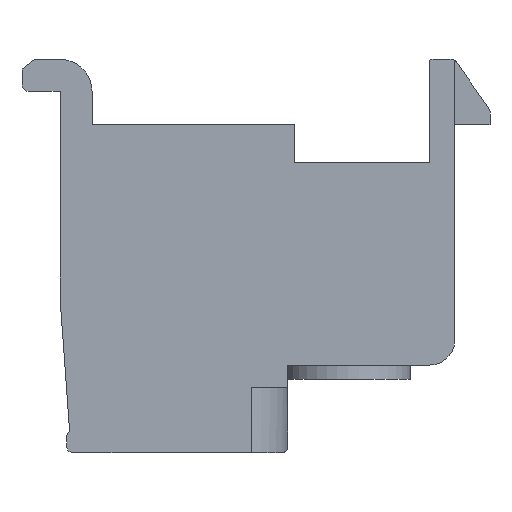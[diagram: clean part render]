
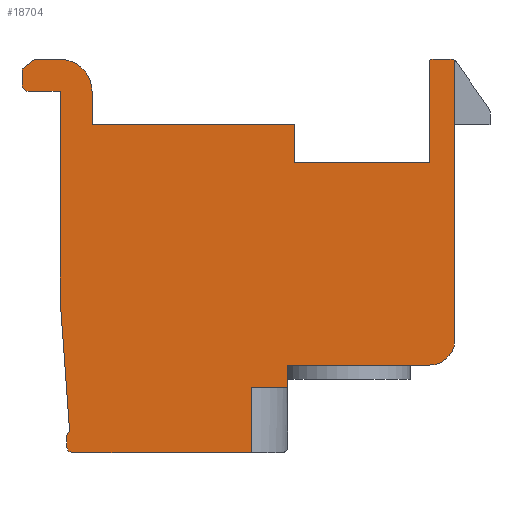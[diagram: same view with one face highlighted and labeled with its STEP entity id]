
A CAD part, front view. The second image highlights one B-rep face of the part: STEP entity #18704.
In plain terms, the highlighted planar face has unit normal (0, -1, 0).
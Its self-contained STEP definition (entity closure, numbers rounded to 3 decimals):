
#1=CARTESIAN_POINT('',(5.45,0.,-2.625));
#2=DIRECTION('',(0.,1.,0.));
#3=DIRECTION('',(1.,0.,0.));
#4=AXIS2_PLACEMENT_3D('',#1,#2,#3);
#6=DIRECTION('',(-1.,0.,0.));
#7=VECTOR('',#6,4.45);
#8=CARTESIAN_POINT('',(5.45,0.,-3.425));
#9=LINE('',#8,#7);
#10=DIRECTION('',(0.,0.,-1.));
#11=VECTOR('',#10,0.7);
#12=CARTESIAN_POINT('',(1.,0.,-3.425));
#13=LINE('',#12,#11);
#14=DIRECTION('',(1.,0.,0.));
#15=VECTOR('',#14,1.15);
#16=CARTESIAN_POINT('',(-0.15,0.,-4.125));
#17=LINE('',#16,#15);
#18=DIRECTION('',(0.,0.,1.));
#19=VECTOR('',#18,2.05);
#20=CARTESIAN_POINT('',(-0.15,0.,-6.175));
#21=LINE('',#20,#19);
#22=DIRECTION('',(-1.,0.,0.));
#23=VECTOR('',#22,5.6);
#24=CARTESIAN_POINT('',(-0.15,0.,-6.175));
#25=LINE('',#24,#23);
#26=CARTESIAN_POINT('',(-5.75,0.,-5.975));
#27=DIRECTION('',(0.,1.,0.));
#28=DIRECTION('',(0.,0.,-1.));
#29=AXIS2_PLACEMENT_3D('',#26,#27,#28);
#31=DIRECTION('',(0.,0.,1.));
#32=VECTOR('',#31,0.3);
#33=CARTESIAN_POINT('',(-5.95,0.,-5.975));
#34=LINE('',#33,#32);
#35=CARTESIAN_POINT('',(-5.75,0.,-5.675));
#36=DIRECTION('',(0.,1.,0.));
#37=DIRECTION('',(-1.,0.,0.));
#38=AXIS2_PLACEMENT_3D('',#35,#36,#37);
#40=DIRECTION('',(-0.072,0.,0.997));
#41=VECTOR('',#40,4.13);
#42=CARTESIAN_POINT('',(-5.854,0.,-5.504));
#43=LINE('',#42,#41);
#44=DIRECTION('',(0.,0.,1.));
#45=VECTOR('',#44,6.56);
#46=CARTESIAN_POINT('',(-6.15,0.,-1.385));
#47=LINE('',#46,#45);
#48=DIRECTION('',(-1.,0.,0.));
#49=VECTOR('',#48,1.);
#50=CARTESIAN_POINT('',(-6.15,0.,5.175));
#51=LINE('',#50,#49);
#52=CARTESIAN_POINT('',(-7.15,0.,5.375));
#53=DIRECTION('',(0.,1.,0.));
#54=DIRECTION('',(0.,0.,-1.));
#55=AXIS2_PLACEMENT_3D('',#52,#53,#54);
#57=DIRECTION('',(0.,0.,1.));
#58=VECTOR('',#57,0.5);
#59=CARTESIAN_POINT('',(-7.35,0.,5.375));
#60=LINE('',#59,#58);
#61=DIRECTION('',(0.785,0.,0.619));
#62=VECTOR('',#61,0.485);
#63=CARTESIAN_POINT('',(-7.35,0.,5.875));
#64=LINE('',#63,#62);
#65=DIRECTION('',(1.,0.,0.));
#66=VECTOR('',#65,0.819);
#67=CARTESIAN_POINT('',(-6.969,0.,6.175));
#68=LINE('',#67,#66);
#69=CARTESIAN_POINT('',(-6.15,0.,5.175));
#70=DIRECTION('',(0.,1.,0.));
#71=DIRECTION('',(0.,0.,1.));
#72=AXIS2_PLACEMENT_3D('',#69,#70,#71);
#74=DIRECTION('',(0.,0.,-1.));
#75=VECTOR('',#74,1.05);
#76=CARTESIAN_POINT('',(-5.15,0.,5.175));
#77=LINE('',#76,#75);
#78=DIRECTION('',(1.,0.,0.));
#79=VECTOR('',#78,6.35);
#80=CARTESIAN_POINT('',(-5.15,0.,4.125));
#81=LINE('',#80,#79);
#82=DIRECTION('',(0.,0.,-1.));
#83=VECTOR('',#82,1.2);
#84=CARTESIAN_POINT('',(1.2,0.,4.125));
#85=LINE('',#84,#83);
#86=DIRECTION('',(1.,0.,0.));
#87=VECTOR('',#86,4.25);
#88=CARTESIAN_POINT('',(1.2,0.,2.925));
#89=LINE('',#88,#87);
#90=DIRECTION('',(0.,0.,1.));
#91=VECTOR('',#90,3.213);
#92=CARTESIAN_POINT('',(5.45,0.,2.925));
#93=LINE('',#92,#91);
#94=CARTESIAN_POINT('',(5.565,0.,5.975));
#95=DIRECTION('',(0.,1.,0.));
#96=DIRECTION('',(-0.577,0.,0.816));
#97=AXIS2_PLACEMENT_3D('',#94,#95,#96);
#99=DIRECTION('',(1.,0.,0.));
#100=VECTOR('',#99,0.626);
#101=CARTESIAN_POINT('',(5.565,0.,6.175));
#102=LINE('',#101,#100);
#103=CARTESIAN_POINT('',(6.127,0.,5.986));
#104=DIRECTION('',(0.,1.,0.));
#105=DIRECTION('',(0.32,0.,0.947));
#106=AXIS2_PLACEMENT_3D('',#103,#104,#105);
#116=DIRECTION('',(0.,0.,1.));
#117=VECTOR('',#116,8.768);
#118=CARTESIAN_POINT('',(6.25,0.,-2.625));
#119=LINE('',#118,#117);
#14266=CARTESIAN_POINT('',(6.25,0.,-2.625));
#14267=CARTESIAN_POINT('',(5.45,0.,-3.425));
#14268=VERTEX_POINT('',#14266);
#14269=VERTEX_POINT('',#14267);
#14270=CARTESIAN_POINT('',(1.,0.,-3.425));
#14271=VERTEX_POINT('',#14270);
#14272=CARTESIAN_POINT('',(-5.75,0.,-6.175));
#14273=CARTESIAN_POINT('',(-5.95,0.,-5.975));
#14274=VERTEX_POINT('',#14272);
#14275=VERTEX_POINT('',#14273);
#14276=CARTESIAN_POINT('',(-5.95,0.,-5.675));
#14277=VERTEX_POINT('',#14276);
#14278=CARTESIAN_POINT('',(-5.854,0.,-5.504));
#14279=VERTEX_POINT('',#14278);
#14280=CARTESIAN_POINT('',(-6.15,0.,-1.385));
#14281=VERTEX_POINT('',#14280);
#14282=CARTESIAN_POINT('',(-6.15,0.,5.175));
#14283=VERTEX_POINT('',#14282);
#14284=CARTESIAN_POINT('',(-7.15,0.,5.175));
#14285=VERTEX_POINT('',#14284);
#14286=CARTESIAN_POINT('',(-7.35,0.,5.375));
#14287=VERTEX_POINT('',#14286);
#14288=CARTESIAN_POINT('',(-7.35,0.,5.875));
#14289=VERTEX_POINT('',#14288);
#14290=CARTESIAN_POINT('',(-6.969,0.,6.175));
#14291=VERTEX_POINT('',#14290);
#14292=CARTESIAN_POINT('',(-6.15,0.,6.175));
#14293=VERTEX_POINT('',#14292);
#14294=CARTESIAN_POINT('',(-5.15,0.,5.175));
#14295=VERTEX_POINT('',#14294);
#14296=CARTESIAN_POINT('',(-5.15,0.,4.125));
#14297=VERTEX_POINT('',#14296);
#14298=CARTESIAN_POINT('',(1.2,0.,4.125));
#14299=VERTEX_POINT('',#14298);
#14300=CARTESIAN_POINT('',(1.2,0.,2.925));
#14301=VERTEX_POINT('',#14300);
#14302=CARTESIAN_POINT('',(5.45,0.,2.925));
#14303=VERTEX_POINT('',#14302);
#14304=CARTESIAN_POINT('',(5.45,0.,6.138));
#14305=VERTEX_POINT('',#14304);
#14306=CARTESIAN_POINT('',(5.565,0.,6.175));
#14307=VERTEX_POINT('',#14306);
#14308=CARTESIAN_POINT('',(6.191,0.,6.175));
#14309=VERTEX_POINT('',#14308);
#14910=CARTESIAN_POINT('',(-0.15,0.,-6.175));
#14911=CARTESIAN_POINT('',(-0.15,0.,-4.125));
#14912=VERTEX_POINT('',#14910);
#14913=VERTEX_POINT('',#14911);
#14914=CARTESIAN_POINT('',(1.,0.,-4.125));
#14915=VERTEX_POINT('',#14914);
#14934=CARTESIAN_POINT('',(6.25,0.,6.143));
#14936=VERTEX_POINT('',#14934);
#18645=CARTESIAN_POINT('',(0.,0.,0.));
#18646=DIRECTION('',(0.,1.,0.));
#18647=DIRECTION('',(1.,0.,0.));
#18648=AXIS2_PLACEMENT_3D('',#18645,#18646,#18647);
#18649=PLANE('',#18648);
#18651=ORIENTED_EDGE('',*,*,#18650,.F.);
#18653=ORIENTED_EDGE('',*,*,#18652,.T.);
#18655=ORIENTED_EDGE('',*,*,#18654,.T.);
#18657=ORIENTED_EDGE('',*,*,#18656,.T.);
#18659=ORIENTED_EDGE('',*,*,#18658,.F.);
#18661=ORIENTED_EDGE('',*,*,#18660,.F.);
#18663=ORIENTED_EDGE('',*,*,#18662,.T.);
#18665=ORIENTED_EDGE('',*,*,#18664,.T.);
#18667=ORIENTED_EDGE('',*,*,#18666,.T.);
#18669=ORIENTED_EDGE('',*,*,#18668,.T.);
#18671=ORIENTED_EDGE('',*,*,#18670,.T.);
#18673=ORIENTED_EDGE('',*,*,#18672,.T.);
#18675=ORIENTED_EDGE('',*,*,#18674,.T.);
#18677=ORIENTED_EDGE('',*,*,#18676,.T.);
#18679=ORIENTED_EDGE('',*,*,#18678,.T.);
#18681=ORIENTED_EDGE('',*,*,#18680,.T.);
#18683=ORIENTED_EDGE('',*,*,#18682,.T.);
#18685=ORIENTED_EDGE('',*,*,#18684,.T.);
#18687=ORIENTED_EDGE('',*,*,#18686,.T.);
#18689=ORIENTED_EDGE('',*,*,#18688,.T.);
#18691=ORIENTED_EDGE('',*,*,#18690,.T.);
#18693=ORIENTED_EDGE('',*,*,#18692,.T.);
#18695=ORIENTED_EDGE('',*,*,#18694,.T.);
#18697=ORIENTED_EDGE('',*,*,#18696,.T.);
#18699=ORIENTED_EDGE('',*,*,#18698,.T.);
#18701=ORIENTED_EDGE('',*,*,#18700,.T.);
#18702=EDGE_LOOP('',(#18651,#18653,#18655,#18657,#18659,#18661,#18663,#18665,
#18667,#18669,#18671,#18673,#18675,#18677,#18679,#18681,#18683,#18685,#18687,
#18689,#18691,#18693,#18695,#18697,#18699,#18701));
#18703=FACE_OUTER_BOUND('',#18702,.F.);
#18704=ADVANCED_FACE('',(#18703),#18649,.F.);
#5=CIRCLE('',#4,0.8);
#30=CIRCLE('',#29,0.2);
#39=CIRCLE('',#38,0.2);
#56=CIRCLE('',#55,0.2);
#73=CIRCLE('',#72,1.);
#98=CIRCLE('',#97,0.2);
#107=CIRCLE('',#106,0.2);
#18650=EDGE_CURVE('',#14268,#14936,#119,.T.);
#18652=EDGE_CURVE('',#14268,#14269,#5,.T.);
#18654=EDGE_CURVE('',#14269,#14271,#9,.T.);
#18656=EDGE_CURVE('',#14271,#14915,#13,.T.);
#18658=EDGE_CURVE('',#14913,#14915,#17,.T.);
#18660=EDGE_CURVE('',#14912,#14913,#21,.T.);
#18662=EDGE_CURVE('',#14912,#14274,#25,.T.);
#18664=EDGE_CURVE('',#14274,#14275,#30,.T.);
#18666=EDGE_CURVE('',#14275,#14277,#34,.T.);
#18668=EDGE_CURVE('',#14277,#14279,#39,.T.);
#18670=EDGE_CURVE('',#14279,#14281,#43,.T.);
#18672=EDGE_CURVE('',#14281,#14283,#47,.T.);
#18674=EDGE_CURVE('',#14283,#14285,#51,.T.);
#18676=EDGE_CURVE('',#14285,#14287,#56,.T.);
#18678=EDGE_CURVE('',#14287,#14289,#60,.T.);
#18680=EDGE_CURVE('',#14289,#14291,#64,.T.);
#18682=EDGE_CURVE('',#14291,#14293,#68,.T.);
#18684=EDGE_CURVE('',#14293,#14295,#73,.T.);
#18686=EDGE_CURVE('',#14295,#14297,#77,.T.);
#18688=EDGE_CURVE('',#14297,#14299,#81,.T.);
#18690=EDGE_CURVE('',#14299,#14301,#85,.T.);
#18692=EDGE_CURVE('',#14301,#14303,#89,.T.);
#18694=EDGE_CURVE('',#14303,#14305,#93,.T.);
#18696=EDGE_CURVE('',#14305,#14307,#98,.T.);
#18698=EDGE_CURVE('',#14307,#14309,#102,.T.);
#18700=EDGE_CURVE('',#14309,#14936,#107,.T.);
